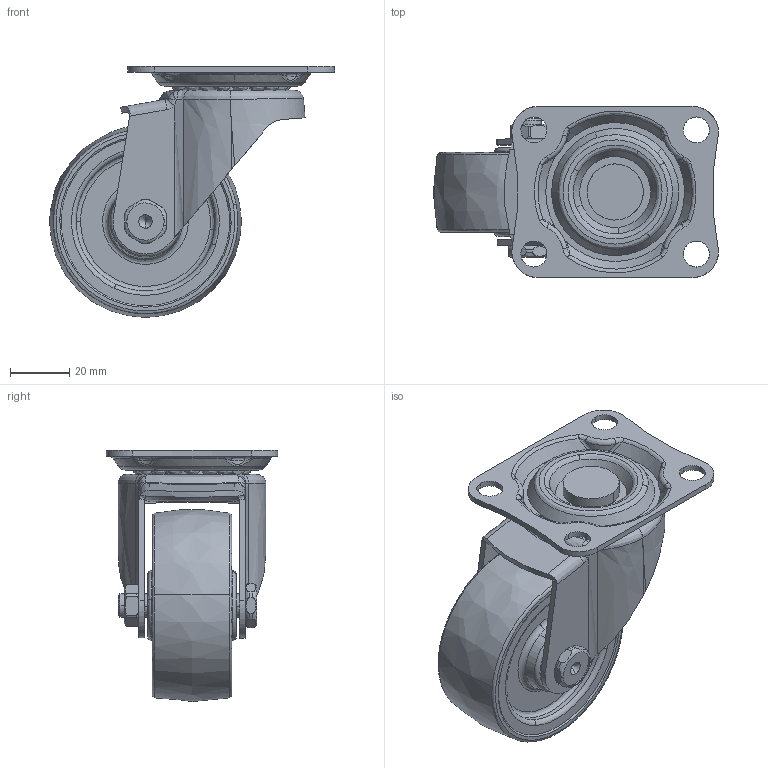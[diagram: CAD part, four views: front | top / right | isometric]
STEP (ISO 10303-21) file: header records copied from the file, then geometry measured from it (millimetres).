
FILE_DESCRIPTION((''),'2;1');
FILE_NAME('','2005-12-16T11:03:46',(''),(''),'','CADfix','');
FILE_SCHEMA(('AUTOMOTIVE_DESIGN'));
Length unit declared in the file: millimetre
Products named in the file (6): body; wheel; mounting plate; main shaft; axle; 320S_UB65_9967_36
Assembly tree (5 placements, depth 2):
  320S_UB65_9967_36
    body
    wheel
    mounting plate
    main shaft
    axle
Bounding box: 96.5 x 58 x 85 mm (x, y, z)
Volume: 106770.3 mm3; surface area: 42203.2 mm2
Topology: 5 solids, 5 shells, 337 faces, 997 edges, 684 vertices
Faces by surface type: bspline 337
Entity records: 21940 total; most frequent: CARTESIAN_POINT 16541, ORIENTED_EDGE 1984, EDGE_CURVE 992, VERTEX_POINT 684, EDGE_LOOP 374, FACE_OUTER_BOUND 337, ADVANCED_FACE 337, B_SPLINE_CURVE_WITH_KNOTS 209
